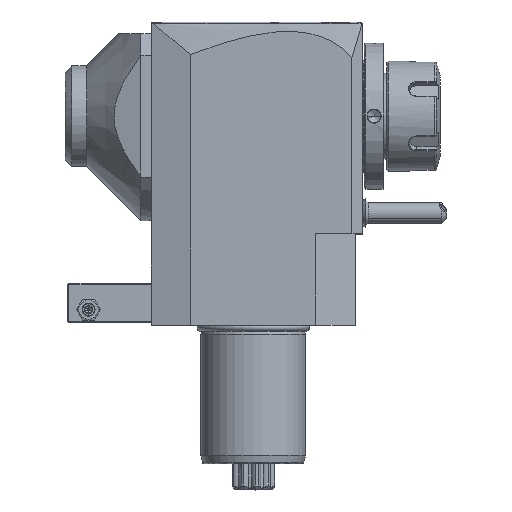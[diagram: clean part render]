
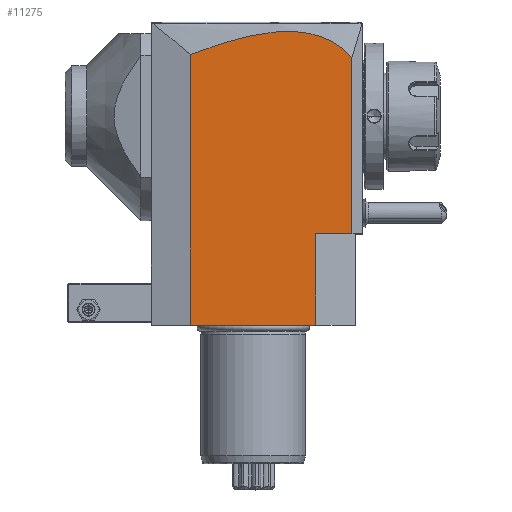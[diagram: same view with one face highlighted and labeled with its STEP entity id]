
A CAD part, top view. The second image highlights one B-rep face of the part: STEP entity #11275.
In plain terms, the highlighted planar face has unit normal (0, 0, 1).
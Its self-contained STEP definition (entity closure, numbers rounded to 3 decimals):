
#13=DIRECTION('',(-1.,0.,0.));
#14=VECTOR('',#13,48.);
#15=CARTESIAN_POINT('',(24.,0.,37.5));
#16=LINE('',#15,#14);
#149=DIRECTION('',(0.,-1.,0.));
#150=VECTOR('',#149,103.515);
#151=CARTESIAN_POINT('',(-24.,103.515,37.5));
#152=LINE('',#151,#150);
#172=DIRECTION('',(0.,-1.,0.));
#173=VECTOR('',#172,35.);
#174=CARTESIAN_POINT('',(24.,35.,37.5));
#175=LINE('',#174,#173);
#176=CARTESIAN_POINT('',(37.8,102.483,37.5));
#177=CARTESIAN_POINT('',(37.552,102.754,37.5));
#178=CARTESIAN_POINT('',(37.054,103.283,37.5));
#179=CARTESIAN_POINT('',(36.299,104.031,37.5));
#180=CARTESIAN_POINT('',(35.535,104.738,37.5));
#181=CARTESIAN_POINT('',(34.762,105.407,37.5));
#182=CARTESIAN_POINT('',(33.978,106.039,37.5));
#183=CARTESIAN_POINT('',(33.181,106.638,37.5));
#184=CARTESIAN_POINT('',(32.371,107.203,37.5));
#185=CARTESIAN_POINT('',(31.546,107.738,37.5));
#186=CARTESIAN_POINT('',(30.704,108.242,37.5));
#187=CARTESIAN_POINT('',(29.844,108.718,37.5));
#188=CARTESIAN_POINT('',(28.963,109.166,37.5));
#189=CARTESIAN_POINT('',(28.061,109.586,37.5));
#190=CARTESIAN_POINT('',(27.134,109.98,37.5));
#191=CARTESIAN_POINT('',(26.18,110.346,37.5));
#192=CARTESIAN_POINT('',(25.198,110.686,37.5));
#193=CARTESIAN_POINT('',(24.183,110.999,37.5));
#194=CARTESIAN_POINT('',(23.133,111.284,37.5));
#195=CARTESIAN_POINT('',(22.045,111.541,37.5));
#196=CARTESIAN_POINT('',(20.915,111.769,37.5));
#197=CARTESIAN_POINT('',(19.738,111.966,37.5));
#198=CARTESIAN_POINT('',(18.51,112.131,37.5));
#199=CARTESIAN_POINT('',(17.228,112.262,37.5));
#200=CARTESIAN_POINT('',(15.888,112.357,37.5));
#201=CARTESIAN_POINT('',(14.481,112.412,37.5));
#202=CARTESIAN_POINT('',(13.002,112.425,37.5));
#203=CARTESIAN_POINT('',(11.445,112.393,37.5));
#204=CARTESIAN_POINT('',(9.801,112.31,37.5));
#205=CARTESIAN_POINT('',(8.06,112.172,37.5));
#206=CARTESIAN_POINT('',(6.21,111.973,37.5));
#207=CARTESIAN_POINT('',(4.243,111.707,37.5));
#208=CARTESIAN_POINT('',(2.143,111.364,37.5));
#209=CARTESIAN_POINT('',(-0.103,110.937,37.5));
#210=CARTESIAN_POINT('',(-2.509,110.415,37.5));
#211=CARTESIAN_POINT('',(-5.081,109.789,37.5));
#212=CARTESIAN_POINT('',(-7.815,109.055,37.5));
#213=CARTESIAN_POINT('',(-10.712,108.204,37.5));
#214=CARTESIAN_POINT('',(-13.775,107.232,37.5));
#215=CARTESIAN_POINT('',(-17.004,106.134,37.5));
#216=CARTESIAN_POINT('',(-20.402,104.905,37.5));
#217=CARTESIAN_POINT('',(-22.782,103.994,37.5));
#218=CARTESIAN_POINT('',(-24.,103.515,37.5));
#220=DIRECTION('',(0.,-1.,0.));
#221=VECTOR('',#220,67.483);
#222=CARTESIAN_POINT('',(37.8,102.483,37.5));
#223=LINE('',#222,#221);
#240=DIRECTION('',(1.,0.,0.));
#241=VECTOR('',#240,13.8);
#242=CARTESIAN_POINT('',(24.,35.,37.5));
#243=LINE('',#242,#241);
#10425=CARTESIAN_POINT('',(37.8,102.483,37.5));
#10426=CARTESIAN_POINT('',(37.8,35.,37.5));
#10427=VERTEX_POINT('',#10425);
#10428=VERTEX_POINT('',#10426);
#10457=VERTEX_POINT('',#218);
#10481=CARTESIAN_POINT('',(24.,35.,37.5));
#10482=VERTEX_POINT('',#10481);
#10878=CARTESIAN_POINT('',(24.,0.,37.5));
#10879=VERTEX_POINT('',#10878);
#10880=CARTESIAN_POINT('',(-24.,0.,37.5));
#10881=VERTEX_POINT('',#10880);
#11258=CARTESIAN_POINT('',(-39.202,35.,37.5));
#11259=DIRECTION('',(0.,0.,1.));
#11260=DIRECTION('',(1.,0.,0.));
#11261=AXIS2_PLACEMENT_3D('',#11258,#11259,#11260);
#11262=PLANE('',#11261);
#11264=ORIENTED_EDGE('',*,*,#11263,.T.);
#11265=ORIENTED_EDGE('',*,*,#11142,.T.);
#11266=ORIENTED_EDGE('',*,*,#11245,.F.);
#11268=ORIENTED_EDGE('',*,*,#11267,.F.);
#11270=ORIENTED_EDGE('',*,*,#11269,.T.);
#11272=ORIENTED_EDGE('',*,*,#11271,.F.);
#11273=EDGE_LOOP('',(#11264,#11265,#11266,#11268,#11270,#11272));
#11274=FACE_OUTER_BOUND('',#11273,.F.);
#219=B_SPLINE_CURVE_WITH_KNOTS('',3,(#176,#177,#178,#179,#180,#181,#182,#183,
#184,#185,#186,#187,#188,#189,#190,#191,#192,#193,#194,#195,#196,#197,#198,#199,
#200,#201,#202,#203,#204,#205,#206,#207,#208,#209,#210,#211,#212,#213,#214,#215,
#216,#217,#218),.UNSPECIFIED.,.F.,.F.,(4,1,1,1,1,1,1,1,1,1,1,1,1,1,1,1,1,1,1,1,
1,1,1,1,1,1,1,1,1,1,1,1,1,1,1,1,1,1,1,1,4),(0.,0.025,0.05,0.075,0.1,
0.125,0.15,0.175,0.2,0.225,0.25,0.275,0.3,0.325,0.35,
0.375,0.4,0.425,0.45,0.475,0.5,0.525,0.55,0.575,0.6,0.625,
0.65,0.675,0.7,0.725,0.75,0.775,0.8,0.825,0.85,0.875,0.9,
0.925,0.95,0.975,1.),.UNSPECIFIED.);
#11142=EDGE_CURVE('',#10879,#10881,#16,.T.);
#11245=EDGE_CURVE('',#10457,#10881,#152,.T.);
#11263=EDGE_CURVE('',#10482,#10879,#175,.T.);
#11267=EDGE_CURVE('',#10427,#10457,#219,.T.);
#11269=EDGE_CURVE('',#10427,#10428,#223,.T.);
#11271=EDGE_CURVE('',#10482,#10428,#243,.T.);
#11275=ADVANCED_FACE('',(#11274),#11262,.T.);
